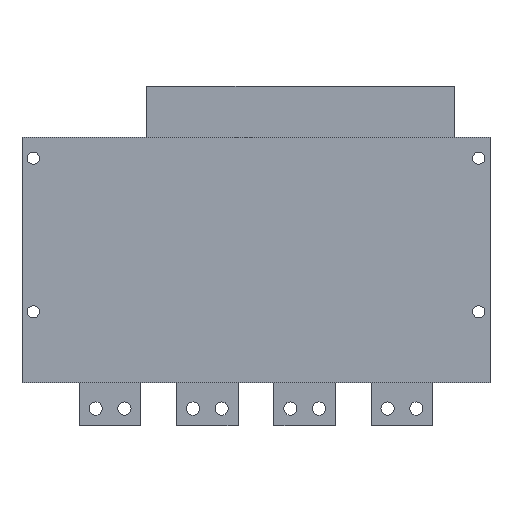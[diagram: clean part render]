
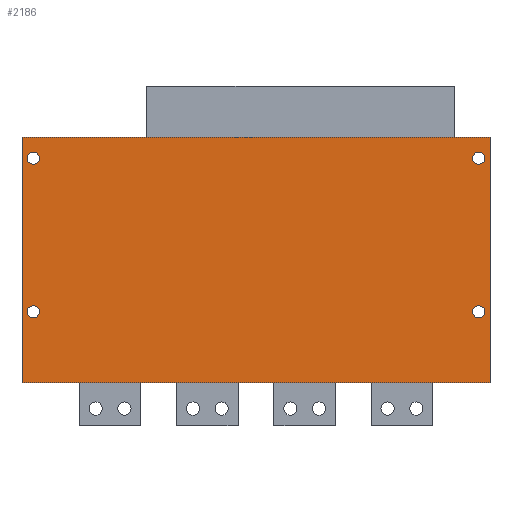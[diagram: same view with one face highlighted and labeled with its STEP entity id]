
A CAD part, front view. The second image highlights one B-rep face of the part: STEP entity #2186.
In plain terms, the highlighted planar face has unit normal (0, -1, 0).
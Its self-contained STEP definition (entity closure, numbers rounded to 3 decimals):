
#160=DIRECTION('',(0.,0.,-1.));
#161=VECTOR('',#160,240.);
#162=CARTESIAN_POINT('',(0.,0.,240.));
#163=LINE('',#162,#161);
#164=DIRECTION('',(-1.,0.,0.));
#165=VECTOR('',#164,457.);
#166=CARTESIAN_POINT('',(0.,0.,0.));
#167=LINE('',#166,#165);
#168=CARTESIAN_POINT('',(-11.,0.,69.5));
#169=DIRECTION('',(0.,-1.,0.));
#170=DIRECTION('',(-1.,0.,0.));
#171=AXIS2_PLACEMENT_3D('',#168,#169,#170);
#173=CARTESIAN_POINT('',(-11.,0.,69.5));
#174=DIRECTION('',(0.,-1.,0.));
#175=DIRECTION('',(1.,0.,0.));
#176=AXIS2_PLACEMENT_3D('',#173,#174,#175);
#178=CARTESIAN_POINT('',(-11.,0.,219.5));
#179=DIRECTION('',(0.,-1.,0.));
#180=DIRECTION('',(-1.,0.,0.));
#181=AXIS2_PLACEMENT_3D('',#178,#179,#180);
#183=CARTESIAN_POINT('',(-11.,0.,219.5));
#184=DIRECTION('',(0.,-1.,0.));
#185=DIRECTION('',(1.,0.,0.));
#186=AXIS2_PLACEMENT_3D('',#183,#184,#185);
#188=CARTESIAN_POINT('',(-446.,0.,69.5));
#189=DIRECTION('',(0.,-1.,0.));
#190=DIRECTION('',(-1.,0.,0.));
#191=AXIS2_PLACEMENT_3D('',#188,#189,#190);
#193=CARTESIAN_POINT('',(-446.,0.,69.5));
#194=DIRECTION('',(0.,-1.,0.));
#195=DIRECTION('',(1.,0.,0.));
#196=AXIS2_PLACEMENT_3D('',#193,#194,#195);
#198=CARTESIAN_POINT('',(-446.,0.,219.5));
#199=DIRECTION('',(0.,-1.,0.));
#200=DIRECTION('',(-1.,0.,0.));
#201=AXIS2_PLACEMENT_3D('',#198,#199,#200);
#203=CARTESIAN_POINT('',(-446.,0.,219.5));
#204=DIRECTION('',(0.,-1.,0.));
#205=DIRECTION('',(1.,0.,0.));
#206=AXIS2_PLACEMENT_3D('',#203,#204,#205);
#229=DIRECTION('',(-1.,0.,0.));
#230=VECTOR('',#229,457.);
#231=CARTESIAN_POINT('',(0.,0.,240.));
#232=LINE('',#231,#230);
#258=DIRECTION('',(0.,0.,-1.));
#259=VECTOR('',#258,240.);
#260=CARTESIAN_POINT('',(-457.,0.,240.));
#261=LINE('',#260,#259);
#1432=CARTESIAN_POINT('',(-457.,0.,0.));
#1433=VERTEX_POINT('',#1432);
#1434=CARTESIAN_POINT('',(0.,0.,0.));
#1435=VERTEX_POINT('',#1434);
#1740=CARTESIAN_POINT('',(0.,0.,240.));
#1741=VERTEX_POINT('',#1740);
#1742=CARTESIAN_POINT('',(-457.,0.,240.));
#1743=VERTEX_POINT('',#1742);
#1744=CARTESIAN_POINT('',(-17.,0.,69.5));
#1745=CARTESIAN_POINT('',(-5.,0.,69.5));
#1746=VERTEX_POINT('',#1744);
#1747=VERTEX_POINT('',#1745);
#1748=CARTESIAN_POINT('',(-17.,0.,219.5));
#1749=CARTESIAN_POINT('',(-5.,0.,219.5));
#1750=VERTEX_POINT('',#1748);
#1751=VERTEX_POINT('',#1749);
#1752=CARTESIAN_POINT('',(-452.,0.,69.5));
#1753=CARTESIAN_POINT('',(-440.,0.,69.5));
#1754=VERTEX_POINT('',#1752);
#1755=VERTEX_POINT('',#1753);
#1756=CARTESIAN_POINT('',(-452.,0.,219.5));
#1757=CARTESIAN_POINT('',(-440.,0.,219.5));
#1758=VERTEX_POINT('',#1756);
#1759=VERTEX_POINT('',#1757);
#2149=CARTESIAN_POINT('',(-457.,0.,0.));
#2150=DIRECTION('',(0.,-1.,0.));
#2151=DIRECTION('',(1.,0.,0.));
#2152=AXIS2_PLACEMENT_3D('',#2149,#2150,#2151);
#2153=PLANE('',#2152);
#2155=ORIENTED_EDGE('',*,*,#2154,.F.);
#2156=ORIENTED_EDGE('',*,*,#2142,.T.);
#2157=ORIENTED_EDGE('',*,*,#1877,.T.);
#2159=ORIENTED_EDGE('',*,*,#2158,.F.);
#2160=EDGE_LOOP('',(#2155,#2156,#2157,#2159));
#2161=FACE_OUTER_BOUND('',#2160,.F.);
#2163=ORIENTED_EDGE('',*,*,#2162,.T.);
#2165=ORIENTED_EDGE('',*,*,#2164,.T.);
#2166=EDGE_LOOP('',(#2163,#2165));
#2167=FACE_BOUND('',#2166,.F.);
#2169=ORIENTED_EDGE('',*,*,#2168,.T.);
#2171=ORIENTED_EDGE('',*,*,#2170,.T.);
#2172=EDGE_LOOP('',(#2169,#2171));
#2173=FACE_BOUND('',#2172,.F.);
#2175=ORIENTED_EDGE('',*,*,#2174,.T.);
#2177=ORIENTED_EDGE('',*,*,#2176,.T.);
#2178=EDGE_LOOP('',(#2175,#2177));
#2179=FACE_BOUND('',#2178,.F.);
#2181=ORIENTED_EDGE('',*,*,#2180,.T.);
#2183=ORIENTED_EDGE('',*,*,#2182,.T.);
#2184=EDGE_LOOP('',(#2181,#2183));
#2185=FACE_BOUND('',#2184,.F.);
#172=CIRCLE('',#171,6.);
#177=CIRCLE('',#176,6.);
#182=CIRCLE('',#181,6.);
#187=CIRCLE('',#186,6.);
#192=CIRCLE('',#191,6.);
#197=CIRCLE('',#196,6.);
#202=CIRCLE('',#201,6.);
#207=CIRCLE('',#206,6.);
#1877=EDGE_CURVE('',#1435,#1433,#167,.T.);
#2142=EDGE_CURVE('',#1741,#1435,#163,.T.);
#2154=EDGE_CURVE('',#1741,#1743,#232,.T.);
#2158=EDGE_CURVE('',#1743,#1433,#261,.T.);
#2162=EDGE_CURVE('',#1746,#1747,#172,.T.);
#2164=EDGE_CURVE('',#1747,#1746,#177,.T.);
#2168=EDGE_CURVE('',#1750,#1751,#182,.T.);
#2170=EDGE_CURVE('',#1751,#1750,#187,.T.);
#2174=EDGE_CURVE('',#1754,#1755,#192,.T.);
#2176=EDGE_CURVE('',#1755,#1754,#197,.T.);
#2180=EDGE_CURVE('',#1758,#1759,#202,.T.);
#2182=EDGE_CURVE('',#1759,#1758,#207,.T.);
#2186=ADVANCED_FACE('',(#2161,#2167,#2173,#2179,#2185),#2153,.T.);
